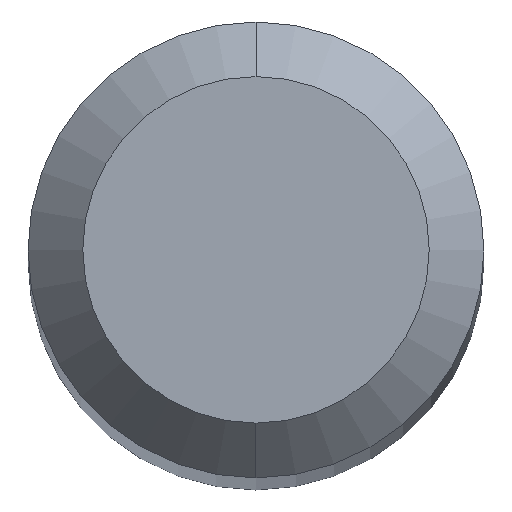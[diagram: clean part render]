
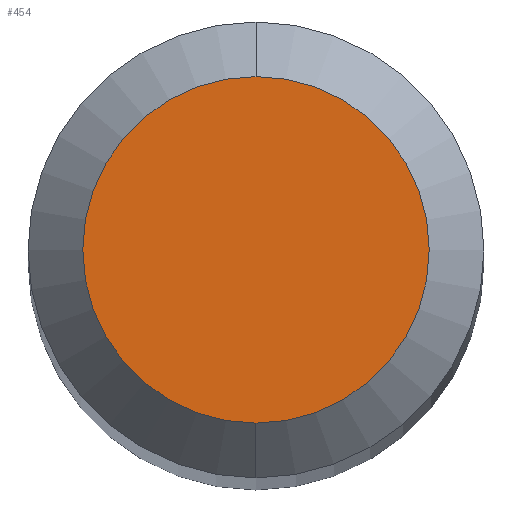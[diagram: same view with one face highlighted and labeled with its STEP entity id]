
A CAD part, top view. The second image highlights one B-rep face of the part: STEP entity #454.
In plain terms, the highlighted planar face has unit normal (0, 0, 1).
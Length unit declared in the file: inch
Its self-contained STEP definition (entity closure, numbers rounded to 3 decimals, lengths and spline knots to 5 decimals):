
#15 = AXIS2_PLACEMENT_3D ( 'NONE', #265, #447, #362 ) ;
#27 = DIRECTION ( 'NONE',  ( 0., 1., 0. ) ) ;
#29 = EDGE_CURVE ( 'NONE', #342, #479, #255, .T. ) ;
#65 = PLANE ( 'NONE',  #566 ) ;
#112 = CARTESIAN_POINT ( 'NONE',  ( 0., 0.0475, 0. ) ) ;
#152 = CARTESIAN_POINT ( 'NONE',  ( 0., 0.0475, 0. ) ) ;
#164 = CARTESIAN_POINT ( 'NONE',  ( 0., -0.0475, 0. ) ) ;
#197 = ORIENTED_EDGE ( 'NONE', *, *, #29, .T. ) ;
#235 = DIRECTION ( 'NONE',  ( 0., -1., 0. ) ) ;
#255 = CIRCLE ( 'NONE', #15, 0.0475 ) ;
#265 = CARTESIAN_POINT ( 'NONE',  ( 0., 0., 0. ) ) ;
#277 = FACE_OUTER_BOUND ( 'NONE', #435, .T. ) ;
#282 = DIRECTION ( 'NONE',  ( 0., 0., -1. ) ) ;
#342 = VERTEX_POINT ( 'NONE', #164 ) ;
#362 = DIRECTION ( 'NONE',  ( 0., -1., 0. ) ) ;
#377 = ORIENTED_EDGE ( 'NONE', *, *, #554, .T. ) ;
#435 = EDGE_LOOP ( 'NONE', ( #377, #197 ) ) ;
#447 = DIRECTION ( 'NONE',  ( 0., 0., 1. ) ) ;
#454 = ADVANCED_FACE ( 'NONE', ( #277 ), #65, .F. ) ;
#459 = CARTESIAN_POINT ( 'NONE',  ( 0., 0., 0. ) ) ;
#479 = VERTEX_POINT ( 'NONE', #152 ) ;
#487 = AXIS2_PLACEMENT_3D ( 'NONE', #459, #542, #235 ) ;
#542 = DIRECTION ( 'NONE',  ( 0., 0., 1. ) ) ;
#547 = CIRCLE ( 'NONE', #487, 0.0475 ) ;
#554 = EDGE_CURVE ( 'NONE', #479, #342, #547, .T. ) ;
#566 = AXIS2_PLACEMENT_3D ( 'NONE', #112, #282, #27 ) ;
